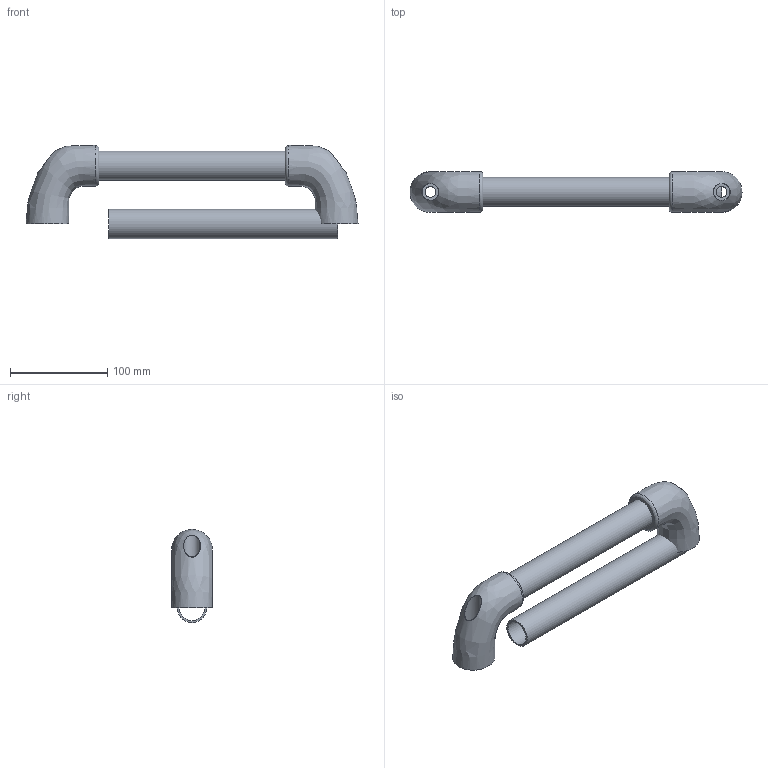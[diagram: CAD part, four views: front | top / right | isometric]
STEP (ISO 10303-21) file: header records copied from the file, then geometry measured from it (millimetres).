
FILE_DESCRIPTION( ( 'Unknown' ), '1' );
FILE_NAME( '6321205_MTR30-300.stp', 'Unknown', ( 'Unknown' ), ( 'Unknown' ), 'XStep 1.0', 'Unknown', ' ' );
FILE_SCHEMA( ( 'CONFIG_CONTROL_DESIGN' ) );
Length unit declared in the file: millimetre
Products named in the file (3): Assem1; 6321010_MTR30; 1845440_TUBO_236
Bounding box: 341.98 x 42 x 95.92 mm (x, y, z)
Volume: 360495.9 mm3; surface area: 165769.1 mm2
Topology: 5 solids, 5 shells, 386 faces, 927 edges, 503 vertices
Faces by surface type: cylinder 175, plane 94, sphere 48, torus 36, bspline 33
Full cylindrical faces by diameter (mm): 4 x3, 11 x3, 17 x3, 26 x5, 30 x2, 30.5 x3
Entity records: 7651 total; most frequent: CARTESIAN_POINT 4716, DIRECTION 624, ORIENTED_EDGE 544, EDGE_CURVE 272, AXIS2_PLACEMENT_3D 259, VERTEX_POINT 164, EDGE_LOOP 152, FACE_OUTER_BOUND 140
